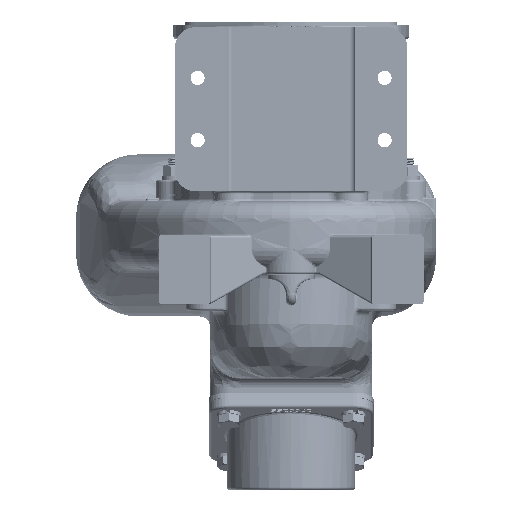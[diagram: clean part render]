
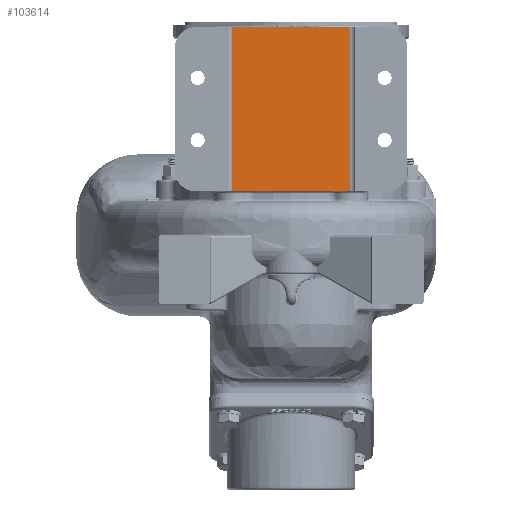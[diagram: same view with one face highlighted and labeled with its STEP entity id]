
A CAD part, front view. The second image highlights one B-rep face of the part: STEP entity #103614.
In plain terms, the highlighted planar face has unit normal (0, -1, 0).
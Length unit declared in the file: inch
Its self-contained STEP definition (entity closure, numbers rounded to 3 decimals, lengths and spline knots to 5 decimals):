
#96768=CARTESIAN_POINT('',(1.425,-3.965,-4.419));
#96769=VERTEX_POINT('',#96768);
#96777=CARTESIAN_POINT('',(-1.425,-3.965,-4.419));
#96778=VERTEX_POINT('',#96777);
#96779=CARTESIAN_POINT('',(-1.425,-3.965,-4.419));
#96780=DIRECTION('',(1.0,0.0,0.0));
#96781=VECTOR('',#96780,2.85);
#96782=LINE('',#96779,#96781);
#96783=EDGE_CURVE('',#96778,#96769,#96782,.T.);
#99227=CARTESIAN_POINT('',(-1.425,-3.965,-0.47));
#99228=VERTEX_POINT('',#99227);
#99236=CARTESIAN_POINT('',(1.425,-3.965,-0.47));
#99237=VERTEX_POINT('',#99236);
#99238=CARTESIAN_POINT('',(1.425,-3.965,-0.47));
#99239=DIRECTION('',(-1.0,0.0,0.0));
#99240=VECTOR('',#99239,2.85);
#99241=LINE('',#99238,#99240);
#99242=EDGE_CURVE('',#99237,#99228,#99241,.T.);
#103555=CARTESIAN_POINT('',(-1.425,-3.965,-4.419));
#103556=DIRECTION('',(0.0,0.0,1.0));
#103557=VECTOR('',#103556,3.949);
#103558=LINE('',#103555,#103557);
#103559=EDGE_CURVE('',#96778,#99228,#103558,.T.);
#103587=CARTESIAN_POINT('',(1.425,-3.965,-0.47));
#103588=DIRECTION('',(0.0,0.0,-1.0));
#103589=VECTOR('',#103588,3.949);
#103590=LINE('',#103587,#103589);
#103591=EDGE_CURVE('',#99237,#96769,#103590,.T.);
#103603=CARTESIAN_POINT('',(-1.55,-3.965,-0.47));
#103604=DIRECTION('',(0.0,-1.0,0.0));
#103605=DIRECTION('',(0.0,0.0,-1.0));
#103606=AXIS2_PLACEMENT_3D('',#103603,#103604,#103605);
#103607=PLANE('',#103606);
#103608=ORIENTED_EDGE('',*,*,#103559,.F.);
#103609=ORIENTED_EDGE('',*,*,#96783,.T.);
#103610=ORIENTED_EDGE('',*,*,#103591,.F.);
#103611=ORIENTED_EDGE('',*,*,#99242,.T.);
#103612=EDGE_LOOP('',(#103608,#103609,#103610,#103611));
#103613=FACE_OUTER_BOUND('',#103612,.T.);
#103614=ADVANCED_FACE('',(#103613),#103607,.T.);
